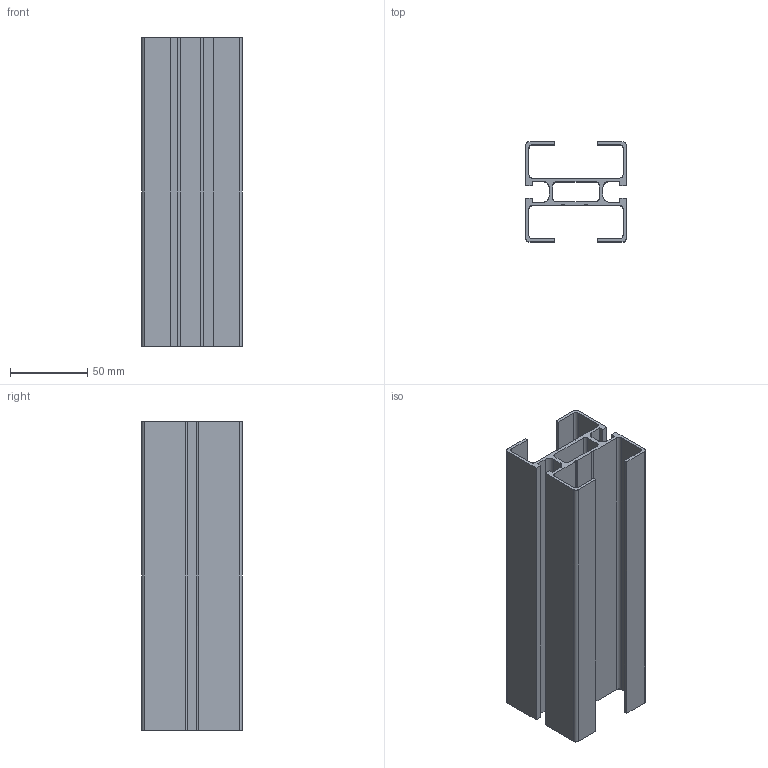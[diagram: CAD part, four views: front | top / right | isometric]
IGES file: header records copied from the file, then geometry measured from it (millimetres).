
Global section: file name: 106565; native system: Autodesk Inventor 2021; preprocessor: unknown; author: Szczepanik; date: 20240327.103223; units: millimetre
Bounding box: 65 x 65 x 200 mm (x, y, z)
Volume: 148440.4 mm3; surface area: 128724 mm2
Topology: 1 solids, 1 shells, 78 faces, 228 edges, 152 vertices
Faces by surface type: bspline 78
